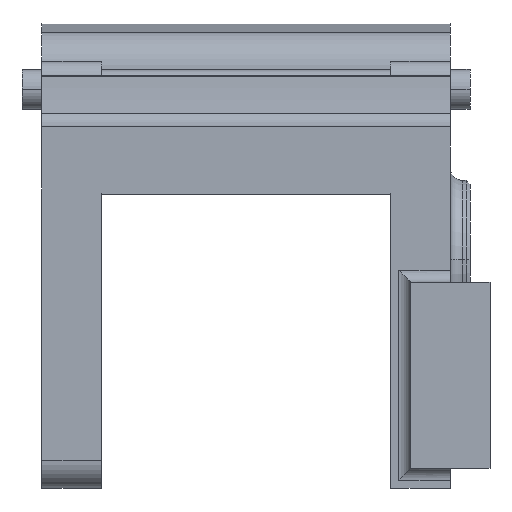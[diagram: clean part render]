
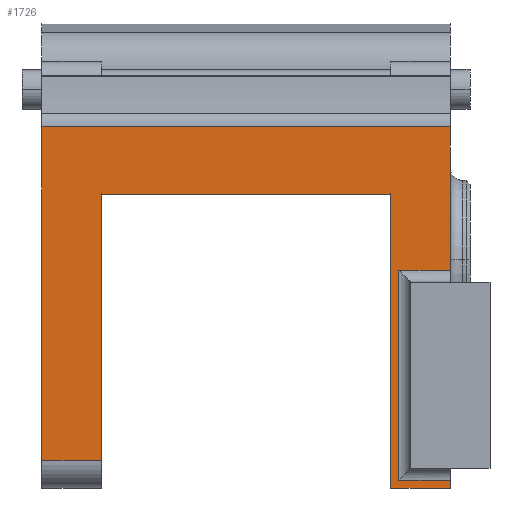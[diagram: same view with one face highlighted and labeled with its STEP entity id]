
A CAD part, front view. The second image highlights one B-rep face of the part: STEP entity #1726.
In plain terms, the highlighted planar face has unit normal (0, -1, 0).
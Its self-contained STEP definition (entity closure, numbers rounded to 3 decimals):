
#483=CARTESIAN_POINT('Vertex',(-41.5,-89.607,69.406)) ;
#486=CARTESIAN_POINT('Line Origine',(-41.5,-89.607,111.448)) ;
#490=CARTESIAN_POINT('Vertex',(-41.5,-89.607,153.491)) ;
#891=CARTESIAN_POINT('Vertex',(-26.5,-89.607,136.519)) ;
#894=CARTESIAN_POINT('Line Origine',(-26.5,-89.607,102.962)) ;
#898=CARTESIAN_POINT('Vertex',(-26.5,-89.607,69.406)) ;
#1621=CARTESIAN_POINT('Line Origine',(10.,-89.607,153.491)) ;
#1625=CARTESIAN_POINT('Vertex',(61.5,-89.607,153.491)) ;
#1640=CARTESIAN_POINT('Axis2P3D Location',(46.5,-89.607,136.519)) ;
#1645=CARTESIAN_POINT('Line Origine',(10.,-89.607,136.519)) ;
#1649=CARTESIAN_POINT('Vertex',(46.5,-89.607,136.519)) ;
#1652=CARTESIAN_POINT('Line Origine',(46.5,-89.607,99.462)) ;
#1656=CARTESIAN_POINT('Vertex',(46.5,-89.607,62.406)) ;
#1659=CARTESIAN_POINT('Line Origine',(54.,-89.607,62.406)) ;
#1663=CARTESIAN_POINT('Vertex',(61.5,-89.607,62.406)) ;
#1666=CARTESIAN_POINT('Line Origine',(61.5,-89.607,63.411)) ;
#1670=CARTESIAN_POINT('Vertex',(61.5,-89.607,64.417)) ;
#1673=CARTESIAN_POINT('Line Origine',(55.,-89.607,64.417)) ;
#1677=CARTESIAN_POINT('Vertex',(48.5,-89.607,64.417)) ;
#1680=CARTESIAN_POINT('Line Origine',(48.5,-89.607,90.896)) ;
#1684=CARTESIAN_POINT('Vertex',(48.5,-89.607,117.374)) ;
#1687=CARTESIAN_POINT('Line Origine',(55.,-89.607,117.374)) ;
#1691=CARTESIAN_POINT('Vertex',(61.5,-89.607,117.374)) ;
#1694=CARTESIAN_POINT('Line Origine',(61.5,-89.607,126.947)) ;
#1698=CARTESIAN_POINT('Vertex',(61.5,-89.607,136.519)) ;
#1701=CARTESIAN_POINT('Line Origine',(61.5,-89.607,145.005)) ;
#1706=CARTESIAN_POINT('Line Origine',(-34.,-89.607,69.406)) ;
#487=DIRECTION('Vector Direction',(0.,0.,1.)) ;
#895=DIRECTION('Vector Direction',(0.,0.,-1.)) ;
#1622=DIRECTION('Vector Direction',(1.,0.,0.)) ;
#1641=DIRECTION('Axis2P3D Direction',(0.,-1.,0.)) ;
#1642=DIRECTION('Axis2P3D XDirection',(0.,0.,-1.)) ;
#1646=DIRECTION('Vector Direction',(-1.,0.,0.)) ;
#1653=DIRECTION('Vector Direction',(0.,0.,-1.)) ;
#1660=DIRECTION('Vector Direction',(1.,0.,0.)) ;
#1667=DIRECTION('Vector Direction',(0.,0.,-1.)) ;
#1674=DIRECTION('Vector Direction',(1.,0.,0.)) ;
#1681=DIRECTION('Vector Direction',(0.,0.,-1.)) ;
#1688=DIRECTION('Vector Direction',(1.,0.,0.)) ;
#1695=DIRECTION('Vector Direction',(0.,0.,-1.)) ;
#1702=DIRECTION('Vector Direction',(0.,0.,1.)) ;
#1707=DIRECTION('Vector Direction',(-1.,0.,0.)) ;
#1643=AXIS2_PLACEMENT_3D('Plane Axis2P3D',#1640,#1641,#1642) ;
#1712=ORIENTED_EDGE('',*,*,#900,.F.) ;
#1713=ORIENTED_EDGE('',*,*,#1651,.F.) ;
#1714=ORIENTED_EDGE('',*,*,#1658,.T.) ;
#1715=ORIENTED_EDGE('',*,*,#1665,.T.) ;
#1716=ORIENTED_EDGE('',*,*,#1672,.F.) ;
#1717=ORIENTED_EDGE('',*,*,#1679,.T.) ;
#1718=ORIENTED_EDGE('',*,*,#1686,.T.) ;
#1719=ORIENTED_EDGE('',*,*,#1693,.T.) ;
#1720=ORIENTED_EDGE('',*,*,#1700,.F.) ;
#1721=ORIENTED_EDGE('',*,*,#1705,.F.) ;
#1722=ORIENTED_EDGE('',*,*,#1627,.T.) ;
#1723=ORIENTED_EDGE('',*,*,#492,.T.) ;
#1724=ORIENTED_EDGE('',*,*,#1710,.F.) ;
#488=VECTOR('Line Direction',#487,1.) ;
#896=VECTOR('Line Direction',#895,1.) ;
#1623=VECTOR('Line Direction',#1622,1.) ;
#1647=VECTOR('Line Direction',#1646,1.) ;
#1654=VECTOR('Line Direction',#1653,1.) ;
#1661=VECTOR('Line Direction',#1660,1.) ;
#1668=VECTOR('Line Direction',#1667,1.) ;
#1675=VECTOR('Line Direction',#1674,1.) ;
#1682=VECTOR('Line Direction',#1681,1.) ;
#1689=VECTOR('Line Direction',#1688,1.) ;
#1696=VECTOR('Line Direction',#1695,1.) ;
#1703=VECTOR('Line Direction',#1702,1.) ;
#1708=VECTOR('Line Direction',#1707,1.) ;
#1726=ADVANCED_FACE('PartBody',(#1725),#1644,.T.) ;
#492=EDGE_CURVE('',#491,#484,#489,.F.) ;
#900=EDGE_CURVE('',#892,#899,#897,.T.) ;
#1627=EDGE_CURVE('',#1626,#491,#1624,.F.) ;
#1651=EDGE_CURVE('',#1650,#892,#1648,.T.) ;
#1658=EDGE_CURVE('',#1650,#1657,#1655,.T.) ;
#1665=EDGE_CURVE('',#1657,#1664,#1662,.T.) ;
#1672=EDGE_CURVE('',#1671,#1664,#1669,.T.) ;
#1679=EDGE_CURVE('',#1671,#1678,#1676,.F.) ;
#1686=EDGE_CURVE('',#1678,#1685,#1683,.F.) ;
#1693=EDGE_CURVE('',#1685,#1692,#1690,.T.) ;
#1700=EDGE_CURVE('',#1699,#1692,#1697,.T.) ;
#1705=EDGE_CURVE('',#1626,#1699,#1704,.F.) ;
#1710=EDGE_CURVE('',#899,#484,#1709,.T.) ;
#1711=EDGE_LOOP('',(#1712,#1713,#1714,#1715,#1716,#1717,#1718,#1719,#1720,#1721,#1722,#1723,#1724)) ;
#1725=FACE_OUTER_BOUND('',#1711,.T.) ;
#489=LINE('Line',#486,#488) ;
#897=LINE('Line',#894,#896) ;
#1624=LINE('Line',#1621,#1623) ;
#1648=LINE('Line',#1645,#1647) ;
#1655=LINE('Line',#1652,#1654) ;
#1662=LINE('Line',#1659,#1661) ;
#1669=LINE('Line',#1666,#1668) ;
#1676=LINE('Line',#1673,#1675) ;
#1683=LINE('Line',#1680,#1682) ;
#1690=LINE('Line',#1687,#1689) ;
#1697=LINE('Line',#1694,#1696) ;
#1704=LINE('Line',#1701,#1703) ;
#1709=LINE('Line',#1706,#1708) ;
#1644=PLANE('',#1643) ;
#484=VERTEX_POINT('',#483) ;
#491=VERTEX_POINT('',#490) ;
#892=VERTEX_POINT('',#891) ;
#899=VERTEX_POINT('',#898) ;
#1626=VERTEX_POINT('',#1625) ;
#1650=VERTEX_POINT('',#1649) ;
#1657=VERTEX_POINT('',#1656) ;
#1664=VERTEX_POINT('',#1663) ;
#1671=VERTEX_POINT('',#1670) ;
#1678=VERTEX_POINT('',#1677) ;
#1685=VERTEX_POINT('',#1684) ;
#1692=VERTEX_POINT('',#1691) ;
#1699=VERTEX_POINT('',#1698) ;
